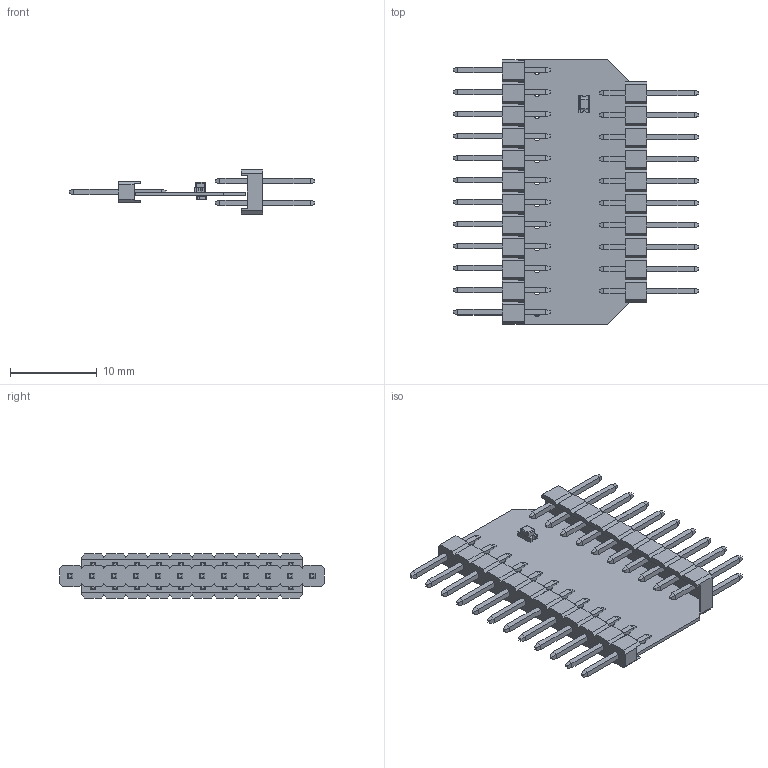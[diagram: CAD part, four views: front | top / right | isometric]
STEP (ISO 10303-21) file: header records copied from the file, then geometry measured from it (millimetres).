
FILE_DESCRIPTION(('Open CASCADE Model'),'2;1');
FILE_NAME('Open CASCADE Shape Model','2015-05-18T11:17:38',('Author'),( 'Open CASCADE'),'Open CASCADE STEP processor 6.5','Open CASCADE 6.5' ,'Unknown');
FILE_SCHEMA(('AUTOMOTIVE_DESIGN { 1 0 10303 214 1 1 1 1 }'));
Length unit declared in the file: millimetre
Products named in the file (11): PCB; Board; HDR; pin_header_awl254-dg-g20d; R2; RESC1608X50N_EIA_0603; R1; Exp; pin_header_aw140-eg-g12d; D1; User_Library-led_0805LED0805_blue
Assembly tree (11 placements, depth 3):
  PCB
    Board
    HDR
      pin_header_awl254-dg-g20d
    R2
      RESC1608X50N_EIA_0603
    R1
      RESC1608X50N_EIA_0603
    Exp
      pin_header_aw140-eg-g12d
    D1
      User_Library-led_0805LED0805_blue
Bounding box: 28.35 x 30.48 x 5.08 mm (x, y, z)
Volume: 672.9 mm3; surface area: 2381.5 mm2
Topology: 6 solids, 6 shells, 985 faces, 2393 edges, 1466 vertices
Faces by surface type: plane 902, cylinder 63, sphere 20
Full cylindrical faces by diameter (mm): 0.813 x12
Entity records: 71857 total; most frequent: CARTESIAN_POINT 10242, DIRECTION 8667, LINE 6591, VECTOR 6591, ORIENTED_EDGE 4586, PCURVE 4586, DEFINITIONAL_REPRESENTATION 4586, PRESENTATION_STYLE_ASSIGNMENT 2949
